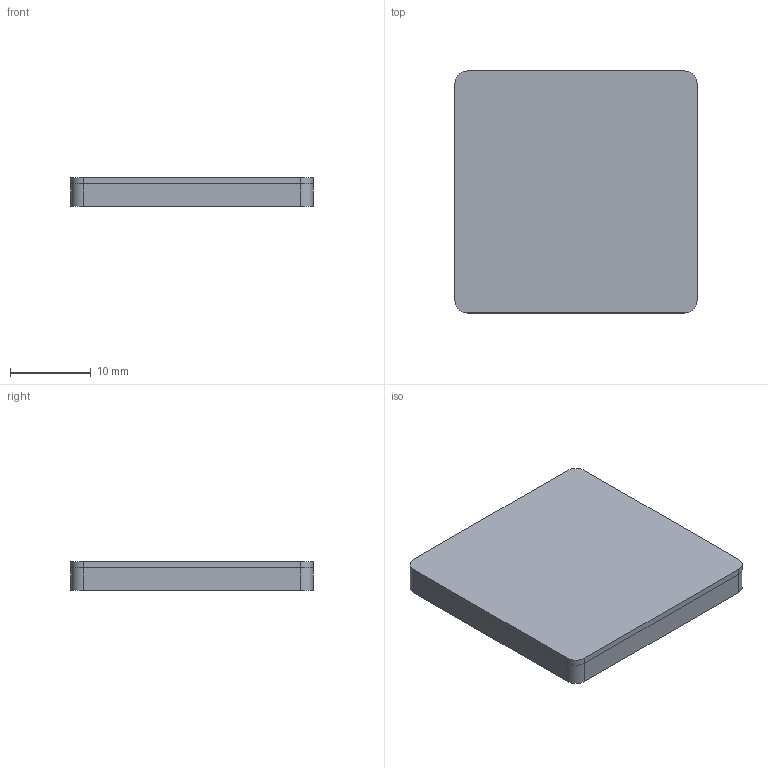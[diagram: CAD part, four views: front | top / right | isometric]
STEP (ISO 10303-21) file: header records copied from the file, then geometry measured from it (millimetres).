
FILE_DESCRIPTION(/* description */ (''),/* implementation_level */ '2;1');
FILE_NAME(/* name */ 'Face Plate NFC WIP_3.stp',/* time_stamp */ '2025-04-10T01:28:31-04:00',/* author */ ('Ryan'),/* organization */ (''),/* preprocessor_version */ 'ST-DEVELOPER v20',/* originating_system */ 'Autodesk Inventor 2024',/* authorisation */ '');
FILE_SCHEMA (('AUTOMOTIVE_DESIGN { 1 0 10303 214 3 1 1 }'));
Length unit declared in the file: inch
Products named in the file (1): Face Plate NFC Test_1
Bounding box: 30 x 30 x 3.54 mm (x, y, z)
Volume: 2467.6 mm3; surface area: 4108.2 mm2
Topology: 2 solids, 2 shells, 35 faces, 78 edges, 53 vertices
Faces by surface type: plane 17, cylinder 14, cone 4
Full cylindrical faces by diameter (mm): 3.175 x4, 6.35 x1, 25.25 x1
Entity records: 1047 total; most frequent: DIRECTION 186, CARTESIAN_POINT 167, ORIENTED_EDGE 156, EDGE_CURVE 78, AXIS2_PLACEMENT_3D 72, VERTEX_POINT 52, EDGE_LOOP 42, LINE 42
